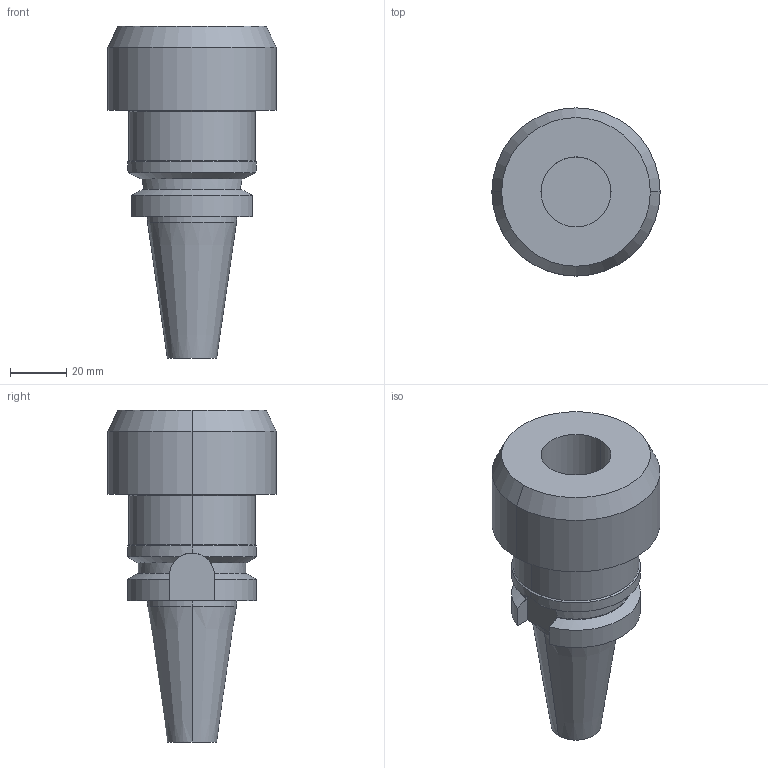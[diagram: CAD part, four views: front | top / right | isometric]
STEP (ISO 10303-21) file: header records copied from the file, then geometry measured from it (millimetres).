
FILE_DESCRIPTION (( 'STEP AP203' ), '1' );
FILE_NAME ('STP-16001.STEP', '2018-12-25T05:26:15', ( '' ), ( '' ), 'SwSTEP 2.0', 'SolidWorks 2017', '' );
FILE_SCHEMA (( 'CONFIG_CONTROL_DESIGN' ));
Length unit declared in the file: millimetre
Products named in the file (1): STP-16001
Bounding box: 60 x 60 x 118.4 mm (x, y, z)
Volume: 134937.1 mm3; surface area: 25580.3 mm2
Topology: 1 solids, 1 shells, 54 faces, 128 edges, 80 vertices
Faces by surface type: cylinder 23, plane 17, cone 14
Entity records: 1688 total; most frequent: CARTESIAN_POINT 365, DIRECTION 269, ORIENTED_EDGE 252, EDGE_CURVE 126, AXIS2_PLACEMENT_3D 108, VERTEX_POINT 80, EDGE_LOOP 60, ADVANCED_FACE 54
